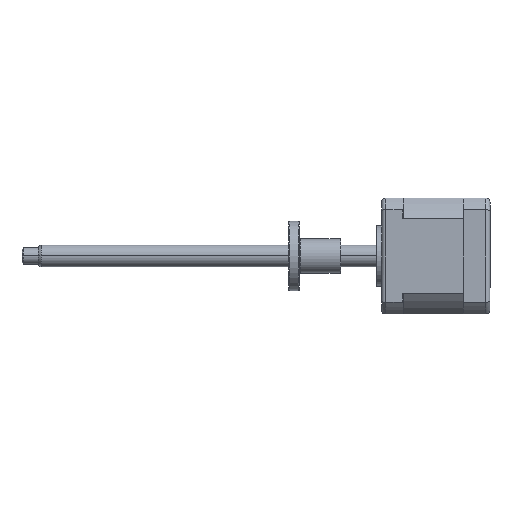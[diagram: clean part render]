
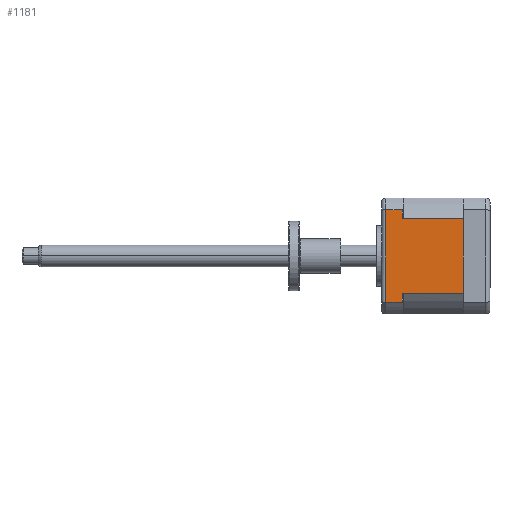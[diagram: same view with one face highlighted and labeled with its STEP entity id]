
A CAD part, left-side view. The second image highlights one B-rep face of the part: STEP entity #1181.
In plain terms, the highlighted planar face has unit normal (-1, 0, 0).
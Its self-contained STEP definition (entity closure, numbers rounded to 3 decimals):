
#775 = ORIENTED_EDGE ( 'NONE', *, *, #8958, .T. ) ;
#849 = EDGE_CURVE ( 'NONE', #1521, #10742, #1292, .T. ) ;
#1143 = DIRECTION ( 'NONE',  ( 0., 1., 0. ) ) ;
#1177 = LINE ( 'NONE', #9086, #3732 ) ;
#1181 = ADVANCED_FACE ( 'NONE', ( #6959 ), #6918, .F. ) ;
#1195 = DIRECTION ( 'NONE',  ( 0., 1., 0. ) ) ;
#1223 = CARTESIAN_POINT ( 'NONE',  ( -38.681, -7.608, 50.196 ) ) ;
#1285 = VERTEX_POINT ( 'NONE', #7021 ) ;
#1292 = LINE ( 'NONE', #8992, #7915 ) ;
#1354 = VERTEX_POINT ( 'NONE', #3651 ) ;
#1447 = VECTOR ( 'NONE', #2045, 1000. ) ;
#1521 = VERTEX_POINT ( 'NONE', #3137 ) ;
#1720 = LINE ( 'NONE', #4214, #6331 ) ;
#2005 = VECTOR ( 'NONE', #1195, 1000. ) ;
#2045 = DIRECTION ( 'NONE',  ( 0., 1., 0. ) ) ;
#2603 = CARTESIAN_POINT ( 'NONE',  ( -38.681, -29.808, 19.756 ) ) ;
#2699 = ORIENTED_EDGE ( 'NONE', *, *, #8703, .T. ) ;
#2809 = ORIENTED_EDGE ( 'NONE', *, *, #10650, .F. ) ;
#2894 = EDGE_LOOP ( 'NONE', ( #7851, #2699, #775, #10451, #5537, #10854, #2809, #10087 ) ) ;
#2913 = CARTESIAN_POINT ( 'NONE',  ( -38.681, -1.458, 16.504 ) ) ;
#3137 = CARTESIAN_POINT ( 'NONE',  ( -38.681, -7.608, 16.504 ) ) ;
#3158 = CARTESIAN_POINT ( 'NONE',  ( -38.681, -7.608, 19.756 ) ) ;
#3320 = CARTESIAN_POINT ( 'NONE',  ( -38.681, -29.808, 46.944 ) ) ;
#3651 = CARTESIAN_POINT ( 'NONE',  ( -38.681, -1.458, 50.196 ) ) ;
#3695 = CARTESIAN_POINT ( 'NONE',  ( -38.681, -29.808, 19.756 ) ) ;
#3732 = VECTOR ( 'NONE', #3852, 1000. ) ;
#3773 = LINE ( 'NONE', #7488, #10341 ) ;
#3847 = EDGE_CURVE ( 'NONE', #9321, #1285, #1720, .T. ) ;
#3852 = DIRECTION ( 'NONE',  ( 0., 0., 1. ) ) ;
#4008 = LINE ( 'NONE', #6364, #1447 ) ;
#4214 = CARTESIAN_POINT ( 'NONE',  ( -38.681, -29.808, 19.756 ) ) ;
#4346 = DIRECTION ( 'NONE',  ( 1., 0., 0. ) ) ;
#4660 = CARTESIAN_POINT ( 'NONE',  ( -38.681, -7.608, 46.944 ) ) ;
#5075 = DIRECTION ( 'NONE',  ( 0., 0., -1. ) ) ;
#5478 = CARTESIAN_POINT ( 'NONE',  ( -38.681, -9.208, 50.196 ) ) ;
#5537 = ORIENTED_EDGE ( 'NONE', *, *, #849, .F. ) ;
#5558 = VERTEX_POINT ( 'NONE', #1223 ) ;
#6313 = VECTOR ( 'NONE', #1143, 1000. ) ;
#6331 = VECTOR ( 'NONE', #5075, 1000. ) ;
#6364 = CARTESIAN_POINT ( 'NONE',  ( -38.681, -29.808, 46.944 ) ) ;
#6918 = PLANE ( 'NONE',  #9738 ) ;
#6959 = FACE_OUTER_BOUND ( 'NONE', #2894, .T. ) ;
#7021 = CARTESIAN_POINT ( 'NONE',  ( -38.681, -29.808, 19.756 ) ) ;
#7203 = DIRECTION ( 'NONE',  ( 0., 0., -1. ) ) ;
#7488 = CARTESIAN_POINT ( 'NONE',  ( -38.681, -7.608, 50.196 ) ) ;
#7851 = ORIENTED_EDGE ( 'NONE', *, *, #10668, .T. ) ;
#7915 = VECTOR ( 'NONE', #9790, 1000. ) ;
#8080 = VECTOR ( 'NONE', #7203, 1000. ) ;
#8215 = CARTESIAN_POINT ( 'NONE',  ( -38.681, -1.458, 16.504 ) ) ;
#8638 = LINE ( 'NONE', #2913, #8080 ) ;
#8703 = EDGE_CURVE ( 'NONE', #8964, #5558, #3773, .T. ) ;
#8924 = LINE ( 'NONE', #3695, #6313 ) ;
#8958 = EDGE_CURVE ( 'NONE', #5558, #1354, #11150, .T. ) ;
#8964 = VERTEX_POINT ( 'NONE', #4660 ) ;
#8992 = CARTESIAN_POINT ( 'NONE',  ( -38.681, -9.208, 16.504 ) ) ;
#9086 = CARTESIAN_POINT ( 'NONE',  ( -38.681, -7.608, 50.196 ) ) ;
#9321 = VERTEX_POINT ( 'NONE', #3320 ) ;
#9738 = AXIS2_PLACEMENT_3D ( 'NONE', #2603, #4346, #10331 ) ;
#9790 = DIRECTION ( 'NONE',  ( 0., 1., 0. ) ) ;
#10082 = VERTEX_POINT ( 'NONE', #3158 ) ;
#10087 = ORIENTED_EDGE ( 'NONE', *, *, #3847, .F. ) ;
#10331 = DIRECTION ( 'NONE',  ( 0., 0., 1. ) ) ;
#10341 = VECTOR ( 'NONE', #10944, 1000. ) ;
#10451 = ORIENTED_EDGE ( 'NONE', *, *, #10687, .T. ) ;
#10650 = EDGE_CURVE ( 'NONE', #1285, #10082, #8924, .T. ) ;
#10668 = EDGE_CURVE ( 'NONE', #9321, #8964, #4008, .T. ) ;
#10687 = EDGE_CURVE ( 'NONE', #1354, #10742, #8638, .T. ) ;
#10725 = EDGE_CURVE ( 'NONE', #1521, #10082, #1177, .T. ) ;
#10742 = VERTEX_POINT ( 'NONE', #8215 ) ;
#10854 = ORIENTED_EDGE ( 'NONE', *, *, #10725, .T. ) ;
#10944 = DIRECTION ( 'NONE',  ( 0., 0., 1. ) ) ;
#11150 = LINE ( 'NONE', #5478, #2005 ) ;
